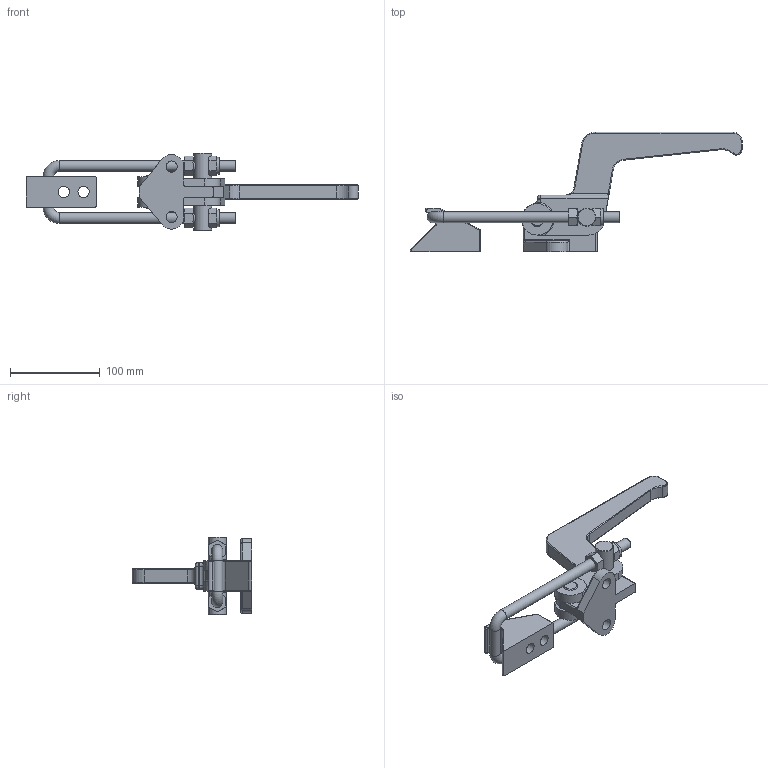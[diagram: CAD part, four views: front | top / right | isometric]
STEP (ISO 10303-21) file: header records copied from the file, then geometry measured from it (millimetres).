
FILE_DESCRIPTION(/* description */ ('Alibre Inc.'),/* implementation_level */ '2;1');
FILE_NAME(/* name */ 'export0',/* time_stamp */ '2012-02-17T12:28:57+01:00',/* author */ (''),/* organization */ (''),/* preprocessor_version */ 'ST-DEVELOPER v12',/* originating_system */ 'Alibre',/* authorisation */ '');
FILE_SCHEMA (('ALIBRE_SCHEMA','CONFIG_CONTROL_DESIGN'));
Length unit declared in the file: millimetre
Products named in the file (1): ID_1
Bounding box: 369.16 x 132.85 x 86 mm (x, y, z)
Volume: 370692 mm3; surface area: 101598.5 mm2
Topology: 10 solids, 10 shells, 269 faces, 648 edges, 384 vertices
Faces by surface type: cylinder 98, plane 89, torus 32, cone 30, bspline 10, sphere 10
Full cylindrical faces by diameter (mm): 5 x1, 9 x2, 12 x5, 12.4 x2, 12.5 x2, 12.6 x2, 16 x3, 16.1 x2, 19 x2, 20 x1, 20.2 x2, 34.925 x2
Entity records: 17301 total; most frequent: CARTESIAN_POINT 5398, ORIENTED_EDGE 2280, DIRECTION 2141, EDGE_CURVE 1140, AXIS2_PLACEMENT_3D 971, VERTEX_POINT 730, EDGE_LOOP 690, FACE_BOUND 690
